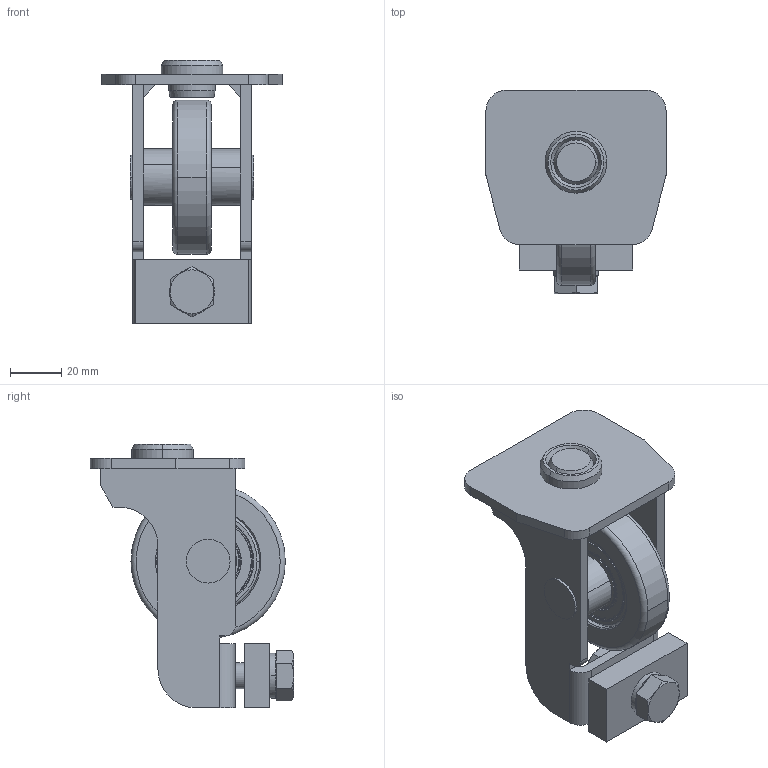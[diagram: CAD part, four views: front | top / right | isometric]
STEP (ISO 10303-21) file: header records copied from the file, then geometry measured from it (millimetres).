
FILE_DESCRIPTION (( 'STEP AP203' ), '1' );
FILE_NAME ('3901920.stp', '2021-08-04T08:57:31', ( '' ), ( '' ), 'SwSTEP 2.0', 'SolidWorks 2020', '' );
FILE_SCHEMA (( 'CONFIG_CONTROL_DESIGN' ));
Length unit declared in the file: millimetre
Products named in the file (1): 3901920
Bounding box: 70 x 78.95 x 102.5 mm (x, y, z)
Volume: 105054.3 mm3; surface area: 48099.2 mm2
Topology: 1 solids, 3 shells, 282 faces, 654 edges, 405 vertices
Faces by surface type: plane 110, cylinder 80, cone 61, torus 29, bspline 2
Entity records: 8718 total; most frequent: CARTESIAN_POINT 2072, DIRECTION 1463, ORIENTED_EDGE 1308, EDGE_CURVE 654, AXIS2_PLACEMENT_3D 577, VERTEX_POINT 405, EDGE_LOOP 319, VECTOR 309
